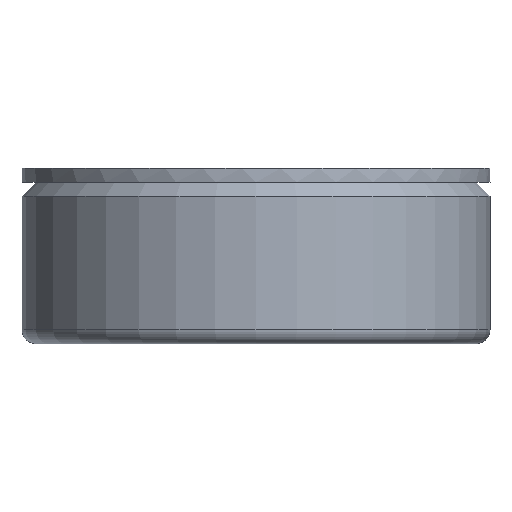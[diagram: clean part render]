
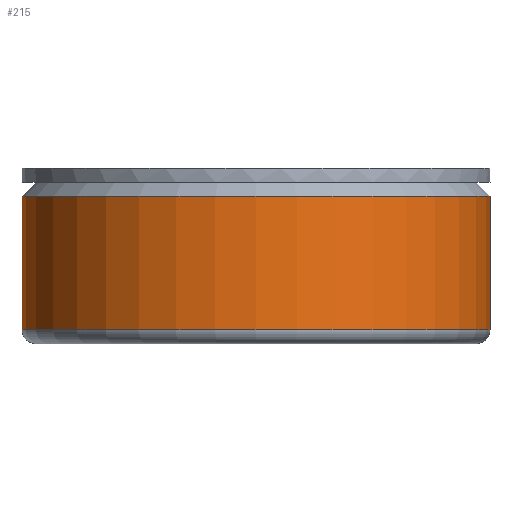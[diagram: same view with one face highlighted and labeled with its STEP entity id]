
A CAD part, front view. The second image highlights one B-rep face of the part: STEP entity #215.
In plain terms, the highlighted cylindrical face has radius 12.7 mm (diameter 25.4 mm), a full revolution.
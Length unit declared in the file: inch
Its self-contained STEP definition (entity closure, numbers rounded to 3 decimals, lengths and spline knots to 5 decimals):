
#22=FACE_BOUND('',#83,.T.);
#29=CYLINDRICAL_SURFACE('',#247,0.5);
#60=FACE_OUTER_BOUND('',#82,.T.);
#82=EDGE_LOOP('',(#195));
#83=EDGE_LOOP('',(#196));
#92=CIRCLE('',#241,0.5);
#94=CIRCLE('',#246,0.5);
#119=VERTEX_POINT('',#7166);
#121=VERTEX_POINT('',#7173);
#144=EDGE_CURVE('',#119,#119,#92,.T.);
#146=EDGE_CURVE('',#121,#121,#94,.T.);
#195=ORIENTED_EDGE('',*,*,#144,.T.);
#196=ORIENTED_EDGE('',*,*,#146,.F.);
#215=ADVANCED_FACE('',(#60,#22),#29,.T.);
#241=AXIS2_PLACEMENT_3D('',#7167,#289,#290);
#246=AXIS2_PLACEMENT_3D('',#7174,#299,#300);
#247=AXIS2_PLACEMENT_3D('',#7175,#301,#302);
#289=DIRECTION('center_axis',(0.,0.,-1.));
#290=DIRECTION('ref_axis',(-1.,0.,0.));
#299=DIRECTION('center_axis',(0.,0.,-1.));
#300=DIRECTION('ref_axis',(-1.,0.,0.));
#301=DIRECTION('center_axis',(0.,0.,1.));
#302=DIRECTION('ref_axis',(-1.,0.,0.));
#7166=CARTESIAN_POINT('',(-0.5,0.,0.315));
#7167=CARTESIAN_POINT('Origin',(0.,0.,0.315));
#7173=CARTESIAN_POINT('',(0.5,0.,0.03));
#7174=CARTESIAN_POINT('Origin',(0.,0.,0.03));
#7175=CARTESIAN_POINT('Origin',(0.,0.,0.));
